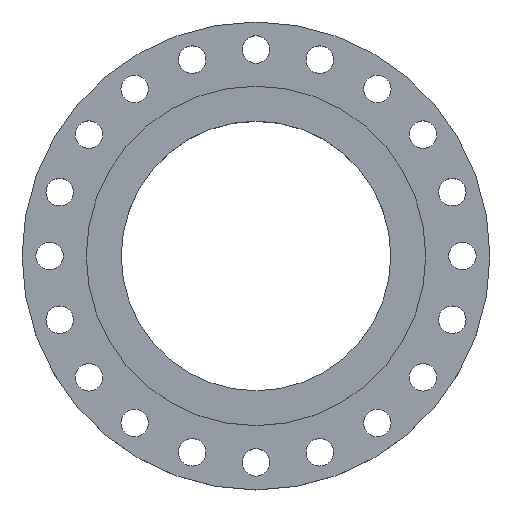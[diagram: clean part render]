
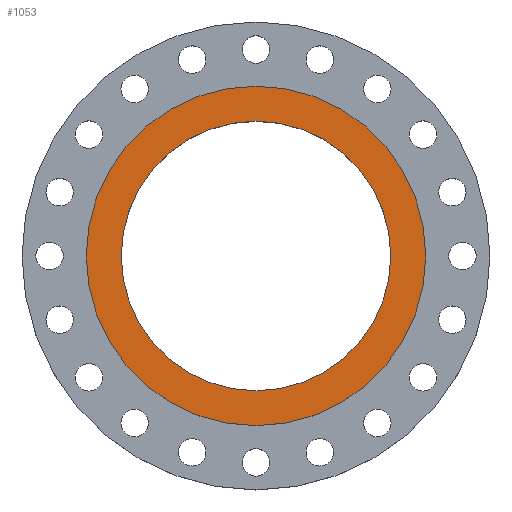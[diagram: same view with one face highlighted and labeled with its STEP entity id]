
A CAD part, top view. The second image highlights one B-rep face of the part: STEP entity #1053.
In plain terms, the highlighted planar face has unit normal (0, 0, 1).
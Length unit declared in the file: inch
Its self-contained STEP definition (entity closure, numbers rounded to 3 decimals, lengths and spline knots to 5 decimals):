
#36 = DIRECTION ( 'NONE',  ( 0., 0., 1. ) ) ;
#90 = PLANE ( 'NONE',  #601 ) ;
#111 = EDGE_LOOP ( 'NONE', ( #853, #1555 ) ) ;
#112 = AXIS2_PLACEMENT_3D ( 'NONE', #519, #36, #1098 ) ;
#233 = DIRECTION ( 'NONE',  ( 0., 0., 1. ) ) ;
#272 = ORIENTED_EDGE ( 'NONE', *, *, #1798, .F. ) ;
#315 = DIRECTION ( 'NONE',  ( 1., 0., 0. ) ) ;
#373 = DIRECTION ( 'NONE',  ( -1., 0., 0. ) ) ;
#423 = EDGE_LOOP ( 'NONE', ( #272, #524 ) ) ;
#504 = CIRCLE ( 'NONE', #607, 7.344 ) ;
#519 = CARTESIAN_POINT ( 'NONE',  ( 0., 0., 0. ) ) ;
#524 = ORIENTED_EDGE ( 'NONE', *, *, #1889, .F. ) ;
#538 = FACE_BOUND ( 'NONE', #423, .T. ) ;
#599 = DIRECTION ( 'NONE',  ( 1., 0., 0. ) ) ;
#601 = AXIS2_PLACEMENT_3D ( 'NONE', #1944, #1146, #373 ) ;
#607 = AXIS2_PLACEMENT_3D ( 'NONE', #794, #788, #315 ) ;
#693 = CARTESIAN_POINT ( 'NONE',  ( 0., 0., 0. ) ) ;
#743 = CARTESIAN_POINT ( 'NONE',  ( 0., 0., 0. ) ) ;
#750 = VERTEX_POINT ( 'NONE', #1144 ) ;
#772 = CIRCLE ( 'NONE', #1486, 9.25 ) ;
#788 = DIRECTION ( 'NONE',  ( 0., 0., 1. ) ) ;
#794 = CARTESIAN_POINT ( 'NONE',  ( 0., 0., 0. ) ) ;
#808 = CIRCLE ( 'NONE', #112, 9.25 ) ;
#853 = ORIENTED_EDGE ( 'NONE', *, *, #1039, .T. ) ;
#889 = CARTESIAN_POINT ( 'NONE',  ( 7.344, 0., 0. ) ) ;
#929 = CIRCLE ( 'NONE', #1196, 7.344 ) ;
#1039 = EDGE_CURVE ( 'NONE', #1768, #750, #772, .T. ) ;
#1053 = ADVANCED_FACE ( 'NONE', ( #538, #1796 ), #90, .F. ) ;
#1098 = DIRECTION ( 'NONE',  ( 1., 0., 0. ) ) ;
#1144 = CARTESIAN_POINT ( 'NONE',  ( -9.25, 0., 0. ) ) ;
#1146 = DIRECTION ( 'NONE',  ( 0., 0., -1. ) ) ;
#1196 = AXIS2_PLACEMENT_3D ( 'NONE', #743, #1992, #599 ) ;
#1302 = CARTESIAN_POINT ( 'NONE',  ( -7.344, 0., 0. ) ) ;
#1352 = CARTESIAN_POINT ( 'NONE',  ( 9.25, 0., 0. ) ) ;
#1486 = AXIS2_PLACEMENT_3D ( 'NONE', #693, #233, #1971 ) ;
#1555 = ORIENTED_EDGE ( 'NONE', *, *, #1974, .T. ) ;
#1654 = VERTEX_POINT ( 'NONE', #889 ) ;
#1768 = VERTEX_POINT ( 'NONE', #1352 ) ;
#1796 = FACE_OUTER_BOUND ( 'NONE', #111, .T. ) ;
#1798 = EDGE_CURVE ( 'NONE', #1654, #2031, #929, .T. ) ;
#1889 = EDGE_CURVE ( 'NONE', #2031, #1654, #504, .T. ) ;
#1944 = CARTESIAN_POINT ( 'NONE',  ( 0., 7.344, 0. ) ) ;
#1971 = DIRECTION ( 'NONE',  ( 1., 0., 0. ) ) ;
#1974 = EDGE_CURVE ( 'NONE', #750, #1768, #808, .T. ) ;
#1992 = DIRECTION ( 'NONE',  ( 0., 0., 1. ) ) ;
#2031 = VERTEX_POINT ( 'NONE', #1302 ) ;
